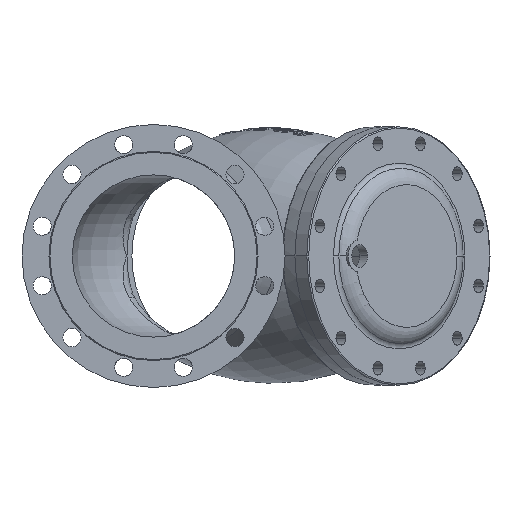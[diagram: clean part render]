
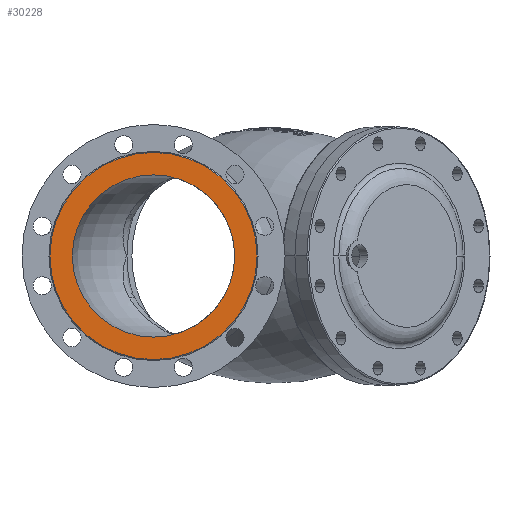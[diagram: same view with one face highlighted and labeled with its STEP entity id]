
A CAD part, left-side view. The second image highlights one B-rep face of the part: STEP entity #30228.
In plain terms, the highlighted planar face has unit normal (-1, 0, 0).
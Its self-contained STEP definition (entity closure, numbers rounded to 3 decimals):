
#347 = AXIS2_PLACEMENT_3D ( 'NONE', #32312, #9828, #8509 ) ;
#776 = VERTEX_POINT ( 'NONE', #2674 ) ;
#853 = CIRCLE ( 'NONE', #6075, 125. ) ;
#916 = EDGE_CURVE ( 'NONE', #25551, #4215, #17223, .T. ) ;
#1713 = EDGE_CURVE ( 'NONE', #776, #19894, #4458, .T. ) ;
#2674 = CARTESIAN_POINT ( 'NONE',  ( -365., 0., 159.5 ) ) ;
#2946 = DIRECTION ( 'NONE',  ( 0., 0., -1. ) ) ;
#3120 = CIRCLE ( 'NONE', #30391, 159.5 ) ;
#3280 = DIRECTION ( 'NONE',  ( 1., 0., 0. ) ) ;
#3689 = DIRECTION ( 'NONE',  ( 0., 0., 1. ) ) ;
#4215 = VERTEX_POINT ( 'NONE', #22597 ) ;
#4458 = CIRCLE ( 'NONE', #8684, 159.5 ) ;
#6075 = AXIS2_PLACEMENT_3D ( 'NONE', #22847, #3280, #2946 ) ;
#8438 = DIRECTION ( 'NONE',  ( 1., 0., 0. ) ) ;
#8509 = DIRECTION ( 'NONE',  ( 0., 0., -1. ) ) ;
#8684 = AXIS2_PLACEMENT_3D ( 'NONE', #25860, #10751, #30450 ) ;
#8920 = DIRECTION ( 'NONE',  ( 0., 0., -1. ) ) ;
#9828 = DIRECTION ( 'NONE',  ( 1., 0., 0. ) ) ;
#10751 = DIRECTION ( 'NONE',  ( -1., 0., 0. ) ) ;
#11830 = EDGE_LOOP ( 'NONE', ( #30553, #23972 ) ) ;
#12296 = FACE_OUTER_BOUND ( 'NONE', #24229, .T. ) ;
#13114 = CARTESIAN_POINT ( 'NONE',  ( -365., 0., -159.5 ) ) ;
#15991 = CARTESIAN_POINT ( 'NONE',  ( -365., 0., 0. ) ) ;
#16198 = DIRECTION ( 'NONE',  ( -1., 0., 0. ) ) ;
#16533 = ORIENTED_EDGE ( 'NONE', *, *, #18569, .T. ) ;
#17223 = CIRCLE ( 'NONE', #18806, 125. ) ;
#18569 = EDGE_CURVE ( 'NONE', #19894, #776, #3120, .T. ) ;
#18806 = AXIS2_PLACEMENT_3D ( 'NONE', #15991, #8438, #8920 ) ;
#19894 = VERTEX_POINT ( 'NONE', #13114 ) ;
#22316 = PLANE ( 'NONE',  #347 ) ;
#22597 = CARTESIAN_POINT ( 'NONE',  ( -365., 0., 125. ) ) ;
#22847 = CARTESIAN_POINT ( 'NONE',  ( -365., 0., 0. ) ) ;
#23972 = ORIENTED_EDGE ( 'NONE', *, *, #26617, .T. ) ;
#24117 = CARTESIAN_POINT ( 'NONE',  ( -365., 0., -125. ) ) ;
#24229 = EDGE_LOOP ( 'NONE', ( #30046, #16533 ) ) ;
#24787 = FACE_BOUND ( 'NONE', #11830, .T. ) ;
#25551 = VERTEX_POINT ( 'NONE', #24117 ) ;
#25860 = CARTESIAN_POINT ( 'NONE',  ( -365., 0., 0. ) ) ;
#26617 = EDGE_CURVE ( 'NONE', #4215, #25551, #853, .T. ) ;
#30046 = ORIENTED_EDGE ( 'NONE', *, *, #1713, .T. ) ;
#30228 = ADVANCED_FACE ( 'NONE', ( #24787, #12296 ), #22316, .F. ) ;
#30391 = AXIS2_PLACEMENT_3D ( 'NONE', #31132, #16198, #3689 ) ;
#30450 = DIRECTION ( 'NONE',  ( 0., 0., 1. ) ) ;
#30553 = ORIENTED_EDGE ( 'NONE', *, *, #916, .T. ) ;
#31132 = CARTESIAN_POINT ( 'NONE',  ( -365., 0., 0. ) ) ;
#32312 = CARTESIAN_POINT ( 'NONE',  ( -365., 0., 0. ) ) ;
